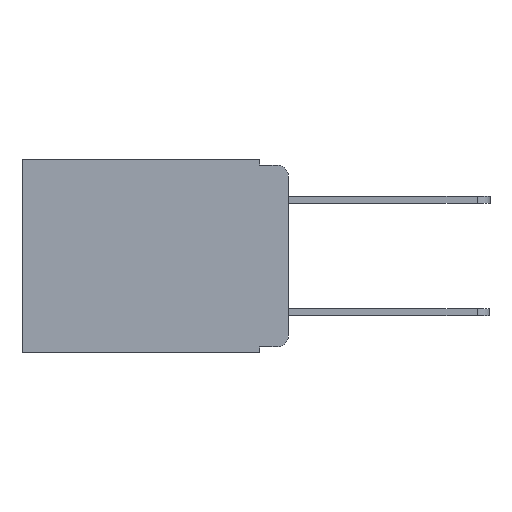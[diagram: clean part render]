
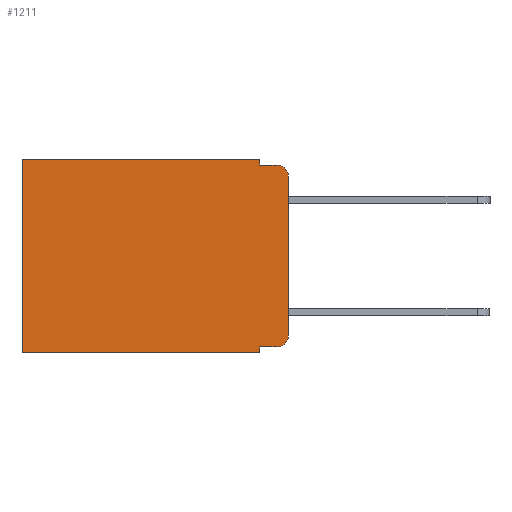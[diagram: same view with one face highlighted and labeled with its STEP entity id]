
A CAD part, left-side view. The second image highlights one B-rep face of the part: STEP entity #1211.
In plain terms, the highlighted planar face has unit normal (-1, 0, 0).
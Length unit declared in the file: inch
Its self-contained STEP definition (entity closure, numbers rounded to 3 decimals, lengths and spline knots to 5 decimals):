
#19 = EDGE_CURVE ( 'NONE', #2107, #7123, #7588, .T. ) ;
#445 = VECTOR ( 'NONE', #6592, 39.37008 ) ;
#869 = VERTEX_POINT ( 'NONE', #8625 ) ;
#1082 = ORIENTED_EDGE ( 'NONE', *, *, #6035, .F. ) ;
#1166 = VERTEX_POINT ( 'NONE', #6207 ) ;
#1211 = ADVANCED_FACE ( 'NONE', ( #4072 ), #8389, .F. ) ;
#1226 = AXIS2_PLACEMENT_3D ( 'NONE', #8570, #4245, #6152 ) ;
#1332 = VERTEX_POINT ( 'NONE', #7272 ) ;
#1472 = ORIENTED_EDGE ( 'NONE', *, *, #3503, .F. ) ;
#1473 = LINE ( 'NONE', #6916, #8378 ) ;
#1676 = ORIENTED_EDGE ( 'NONE', *, *, #19, .T. ) ;
#1817 = ORIENTED_EDGE ( 'NONE', *, *, #6979, .F. ) ;
#1820 = ORIENTED_EDGE ( 'NONE', *, *, #6396, .T. ) ;
#1842 = LINE ( 'NONE', #4307, #10689 ) ;
#2107 = VERTEX_POINT ( 'NONE', #8916 ) ;
#2120 = AXIS2_PLACEMENT_3D ( 'NONE', #10151, #10084, #9814 ) ;
#2228 = VERTEX_POINT ( 'NONE', #6977 ) ;
#2265 = VERTEX_POINT ( 'NONE', #2871 ) ;
#2464 = LINE ( 'NONE', #10715, #8865 ) ;
#2729 = ORIENTED_EDGE ( 'NONE', *, *, #8644, .T. ) ;
#2741 = LINE ( 'NONE', #10535, #7415 ) ;
#2824 = VERTEX_POINT ( 'NONE', #6809 ) ;
#2864 = EDGE_CURVE ( 'NONE', #2265, #7123, #9935, .T. ) ;
#2871 = CARTESIAN_POINT ( 'NONE',  ( 0.298, 0.051, -0.01 ) ) ;
#2924 = ORIENTED_EDGE ( 'NONE', *, *, #2864, .F. ) ;
#2952 = VECTOR ( 'NONE', #6355, 39.37008 ) ;
#2995 = VECTOR ( 'NONE', #7393, 39.37008 ) ;
#3022 = ORIENTED_EDGE ( 'NONE', *, *, #5242, .F. ) ;
#3058 = ORIENTED_EDGE ( 'NONE', *, *, #7823, .T. ) ;
#3119 = VECTOR ( 'NONE', #4680, 39.37008 ) ;
#3236 = LINE ( 'NONE', #8074, #2952 ) ;
#3250 = VERTEX_POINT ( 'NONE', #6855 ) ;
#3503 = EDGE_CURVE ( 'NONE', #1332, #869, #2741, .T. ) ;
#3655 = VERTEX_POINT ( 'NONE', #6465 ) ;
#4072 = FACE_OUTER_BOUND ( 'NONE', #4334, .T. ) ;
#4245 = DIRECTION ( 'NONE',  ( 1., 0., 0. ) ) ;
#4307 = CARTESIAN_POINT ( 'NONE',  ( 0.298, 0., 0. ) ) ;
#4334 = EDGE_LOOP ( 'NONE', ( #1082, #1676, #2924, #3022, #3058, #1820, #1472, #1817, #4942, #2729 ) ) ;
#4437 = DIRECTION ( 'NONE',  ( 0., 0., -1. ) ) ;
#4680 = DIRECTION ( 'NONE',  ( 0., 0., -1. ) ) ;
#4760 = DIRECTION ( 'NONE',  ( 0., 0., -1. ) ) ;
#4942 = ORIENTED_EDGE ( 'NONE', *, *, #7544, .T. ) ;
#5078 = DIRECTION ( 'NONE',  ( 0., 1., 0. ) ) ;
#5092 = DIRECTION ( 'NONE',  ( -1., 0., 0. ) ) ;
#5242 = EDGE_CURVE ( 'NONE', #2228, #2265, #5354, .T. ) ;
#5354 = LINE ( 'NONE', #7338, #2995 ) ;
#6035 = EDGE_CURVE ( 'NONE', #2107, #3655, #1842, .T. ) ;
#6152 = DIRECTION ( 'NONE',  ( 0., 0., -1. ) ) ;
#6207 = CARTESIAN_POINT ( 'NONE',  ( 0.298, 0.02, -0.333 ) ) ;
#6355 = DIRECTION ( 'NONE',  ( 0., -1., 0. ) ) ;
#6396 = EDGE_CURVE ( 'NONE', #3250, #869, #9390, .T. ) ;
#6465 = CARTESIAN_POINT ( 'NONE',  ( 0.298, 0., -0.313 ) ) ;
#6592 = DIRECTION ( 'NONE',  ( 0., -1., 0. ) ) ;
#6747 = DIRECTION ( 'NONE',  ( 0., 1., 0. ) ) ;
#6809 = CARTESIAN_POINT ( 'NONE',  ( 0.298, 0.051, -0.333 ) ) ;
#6855 = CARTESIAN_POINT ( 'NONE',  ( 0.298, 0.473, 0. ) ) ;
#6916 = CARTESIAN_POINT ( 'NONE',  ( 0.298, 0.051, 0. ) ) ;
#6977 = CARTESIAN_POINT ( 'NONE',  ( 0.298, 0.051, 0. ) ) ;
#6979 = EDGE_CURVE ( 'NONE', #2824, #1332, #1473, .T. ) ;
#7123 = VERTEX_POINT ( 'NONE', #10367 ) ;
#7272 = CARTESIAN_POINT ( 'NONE',  ( 0.298, 0.051, -0.343 ) ) ;
#7338 = CARTESIAN_POINT ( 'NONE',  ( 0.298, 0.051, 0. ) ) ;
#7393 = DIRECTION ( 'NONE',  ( 0., 0., -1. ) ) ;
#7415 = VECTOR ( 'NONE', #5078, 39.37008 ) ;
#7544 = EDGE_CURVE ( 'NONE', #2824, #1166, #3236, .T. ) ;
#7588 = CIRCLE ( 'NONE', #2120, 0.02 ) ;
#7823 = EDGE_CURVE ( 'NONE', #2228, #3250, #2464, .T. ) ;
#7831 = CIRCLE ( 'NONE', #8534, 0.02 ) ;
#8074 = CARTESIAN_POINT ( 'NONE',  ( 0.298, 0.051, -0.333 ) ) ;
#8378 = VECTOR ( 'NONE', #4437, 39.37008 ) ;
#8389 = PLANE ( 'NONE',  #1226 ) ;
#8534 = AXIS2_PLACEMENT_3D ( 'NONE', #10040, #5092, #10795 ) ;
#8570 = CARTESIAN_POINT ( 'NONE',  ( 0.298, 0., 0. ) ) ;
#8625 = CARTESIAN_POINT ( 'NONE',  ( 0.298, 0.473, -0.343 ) ) ;
#8644 = EDGE_CURVE ( 'NONE', #1166, #3655, #7831, .T. ) ;
#8865 = VECTOR ( 'NONE', #6747, 39.37008 ) ;
#8916 = CARTESIAN_POINT ( 'NONE',  ( 0.298, 0., -0.03 ) ) ;
#9390 = LINE ( 'NONE', #9723, #3119 ) ;
#9723 = CARTESIAN_POINT ( 'NONE',  ( 0.298, 0.473, 0. ) ) ;
#9814 = DIRECTION ( 'NONE',  ( 0., 0., -1. ) ) ;
#9935 = LINE ( 'NONE', #10822, #445 ) ;
#10040 = CARTESIAN_POINT ( 'NONE',  ( 0.298, 0.02, -0.313 ) ) ;
#10084 = DIRECTION ( 'NONE',  ( -1., 0., 0. ) ) ;
#10151 = CARTESIAN_POINT ( 'NONE',  ( 0.298, 0.02, -0.03 ) ) ;
#10367 = CARTESIAN_POINT ( 'NONE',  ( 0.298, 0.02, -0.01 ) ) ;
#10535 = CARTESIAN_POINT ( 'NONE',  ( 0.298, 0., -0.343 ) ) ;
#10689 = VECTOR ( 'NONE', #4760, 39.37008 ) ;
#10715 = CARTESIAN_POINT ( 'NONE',  ( 0.298, 0., 0. ) ) ;
#10795 = DIRECTION ( 'NONE',  ( 0., 0., -1. ) ) ;
#10822 = CARTESIAN_POINT ( 'NONE',  ( 0.298, 0.051, -0.01 ) ) ;
